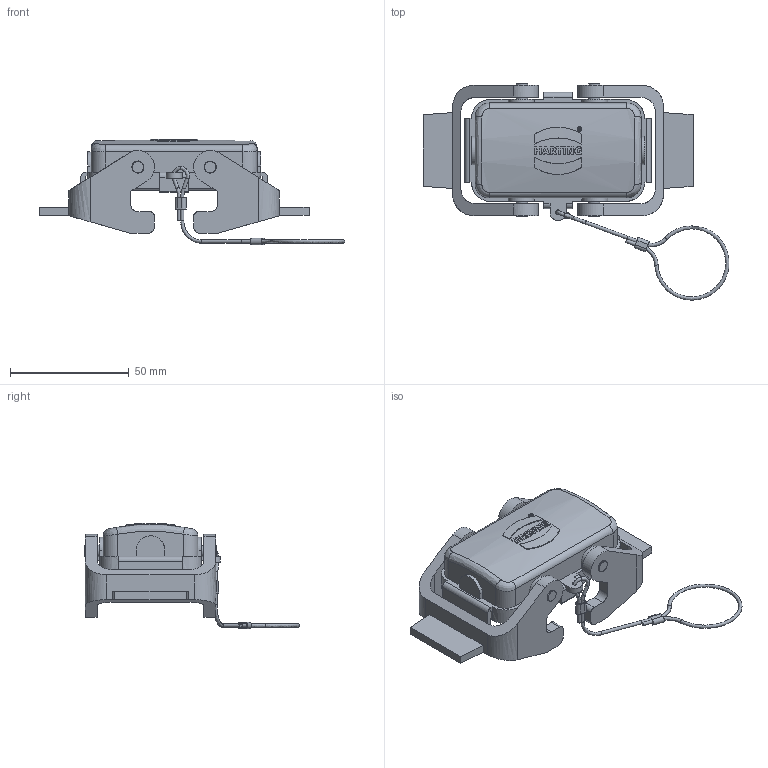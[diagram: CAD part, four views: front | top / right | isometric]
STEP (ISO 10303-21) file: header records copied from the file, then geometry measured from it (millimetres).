
FILE_DESCRIPTION(( 'HARTING HARTING HARTING HARTING HARTING HARTING HARTING HARTING HARTING', 'This Document is valid for Parts No. 09 30 010 5423'),'2;1');
FILE_NAME('MD_09300105423_RA.stp', '2009-04-15T14:34:04',('ITIS-4b'),('HARTING KGaA, D-32339 Espelkamp'), 'I-DEAS Master Series 10','HP-UNIX','Yes');
FILE_SCHEMA(('AUTOMOTIVE_DESIGN { 1 0 10303 214 1 1 1 1 }'));
Length unit declared in the file: millimetre
Products named in the file (1): MD 09 30 010 5423
Bounding box: 129.02 x 91.06 x 44.45 mm (x, y, z)
Volume: 44245.1 mm3; surface area: 29904 mm2
Topology: 7 solids, 8 shells, 342 faces, 889 edges, 582 vertices
Faces by surface type: bspline 342
Entity records: 11685 total; most frequent: CARTESIAN_POINT 6049, ORIENTED_EDGE 1780, EDGE_CURVE 890, VERTEX_POINT 583, EDGE_LOOP 376, OVER_RIDING_STYLED_ITEM 376, B_SPLINE_CURVE_WITH_KNOTS 366, FACE_OUTER_BOUND 342
